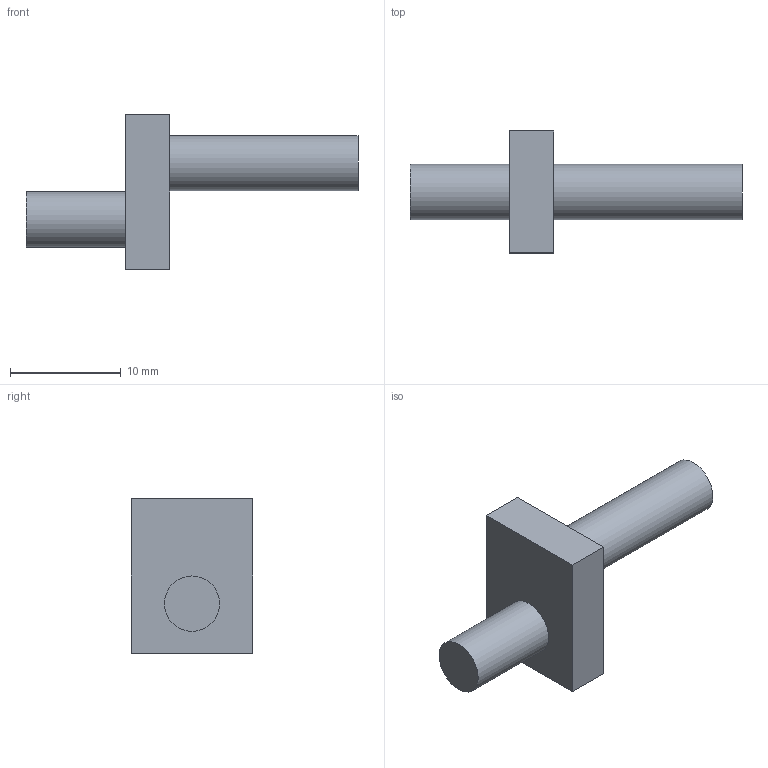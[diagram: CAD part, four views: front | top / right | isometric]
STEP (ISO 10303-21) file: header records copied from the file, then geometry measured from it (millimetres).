
FILE_DESCRIPTION(/* description */ ('','CAx-IF Rec.Pracs.---Representation and Presentation of Product Manufacturing Information (PMI)---4.0---2014-10-13'),/* implementation_level */ '2;1');
FILE_NAME(/* name */ 'Crankshaft Component MTM.step',/* time_stamp */ '2025-03-10T04:09:25-04:00',/* author */ (''),/* organization */ (''),/* preprocessor_version */ 'ST-DEVELOPER v20',/* originating_system */ 'Autodesk Translation Framework v13.20.0.188',/* authorisation */ '');
FILE_SCHEMA (('AP242_MANAGED_MODEL_BASED_3D_ENGINEERING_MIM_LF { 1 0 10303 442 1 1 4 }'));
Length unit declared in the file: millimetre
Products named in the file (2): Square Crank End; Square Crank Proto
Assembly tree (1 placements, depth 2):
  Square Crank End
    Square Crank Proto
Bounding box: 30 x 11 x 14 mm (x, y, z)
Volume: 1434.1 mm3; surface area: 1284.4 mm2
Topology: 4 solids, 4 shells, 17 faces, 24 edges, 16 vertices
Faces by surface type: plane 13, cylinder 4
Full cylindrical faces by diameter (mm): 4.8 x2, 5 x2
Entity records: 418 total; most frequent: DIRECTION 72, CARTESIAN_POINT 60, ORIENTED_EDGE 48, AXIS2_PLACEMENT_3D 28, EDGE_CURVE 24, EDGE_LOOP 18, FACE_OUTER_BOUND 17, ADVANCED_FACE 17
